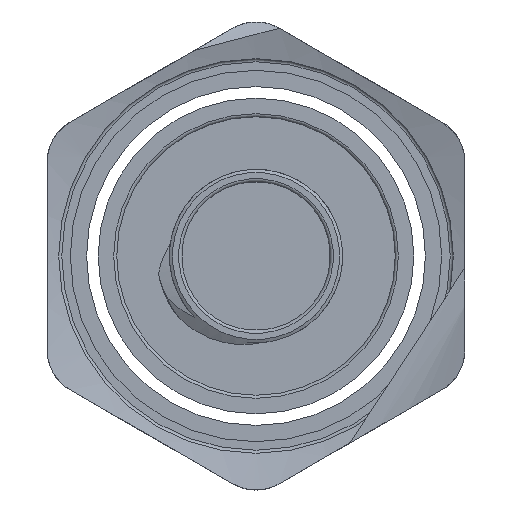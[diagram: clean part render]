
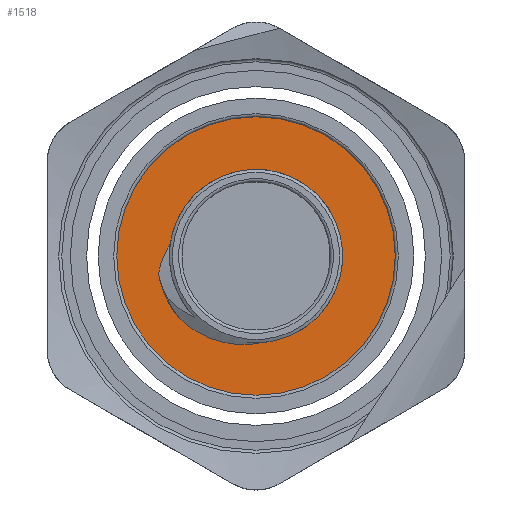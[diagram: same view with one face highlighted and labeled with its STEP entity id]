
A CAD part, front view. The second image highlights one B-rep face of the part: STEP entity #1518.
In plain terms, the highlighted planar face has unit normal (0, -1, 0).
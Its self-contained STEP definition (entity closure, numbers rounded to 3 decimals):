
#90=FACE_BOUND('',#232,.T.);
#103=PLANE('',#1640);
#137=FACE_OUTER_BOUND('',#231,.T.);
#231=EDGE_LOOP('',(#947));
#232=EDGE_LOOP('',(#948,#949,#950,#951,#952));
#336=B_SPLINE_CURVE_WITH_KNOTS('',3,(#2197,#2198,#2199,#2200,#2201,#2202,
#2203,#2204,#2205,#2206,#2207,#2208,#2209,#2210,#2211,#2212,#2213,#2214,
#2215,#2216,#2217,#2218),.UNSPECIFIED.,.F.,.F.,(4,3,3,3,3,3,3,4),(-0.204,
-0.163,-0.122,-0.106,-0.094,
-0.05,-0.005,0.),.UNSPECIFIED.);
#337=B_SPLINE_CURVE_WITH_KNOTS('',3,(#2221,#2222,#2223,#2224,#2225,#2226,
#2227,#2228,#2229,#2230,#2231,#2232,#2233,#2234,#2235,#2236,#2237,#2238,
#2239,#2240,#2241,#2242),.UNSPECIFIED.,.F.,.F.,(4,3,3,3,3,3,3,4),(-0.204,
-0.159,-0.12,-0.101,-0.092,
-0.05,-0.009,0.),.UNSPECIFIED.);
#393=CIRCLE('',#1637,5.6);
#395=CIRCLE('',#1641,9.);
#396=CIRCLE('',#1642,5.6);
#397=CIRCLE('',#1643,6.4);
#571=VERTEX_POINT('',#2178);
#573=VERTEX_POINT('',#2182);
#575=VERTEX_POINT('',#2193);
#576=VERTEX_POINT('',#2195);
#577=VERTEX_POINT('',#2196);
#578=VERTEX_POINT('',#2220);
#719=EDGE_CURVE('',#573,#571,#393,.T.);
#721=EDGE_CURVE('',#575,#575,#395,.T.);
#722=EDGE_CURVE('',#576,#577,#336,.T.);
#723=EDGE_CURVE('',#571,#576,#396,.T.);
#724=EDGE_CURVE('',#578,#573,#337,.T.);
#725=EDGE_CURVE('',#577,#578,#397,.T.);
#947=ORIENTED_EDGE('',*,*,#721,.T.);
#948=ORIENTED_EDGE('',*,*,#722,.F.);
#949=ORIENTED_EDGE('',*,*,#723,.F.);
#950=ORIENTED_EDGE('',*,*,#719,.F.);
#951=ORIENTED_EDGE('',*,*,#724,.F.);
#952=ORIENTED_EDGE('',*,*,#725,.F.);
#1518=ADVANCED_FACE('',(#137,#90),#103,.T.);
#1637=AXIS2_PLACEMENT_3D('',#2188,#1804,#1805);
#1640=AXIS2_PLACEMENT_3D('',#2192,#1810,#1811);
#1641=AXIS2_PLACEMENT_3D('',#2194,#1812,#1813);
#1642=AXIS2_PLACEMENT_3D('',#2219,#1814,#1815);
#1643=AXIS2_PLACEMENT_3D('',#2243,#1816,#1817);
#1804=DIRECTION('center_axis',(0.,-1.,0.));
#1805=DIRECTION('ref_axis',(-0.259,0.,0.966));
#1810=DIRECTION('center_axis',(0.,-1.,0.));
#1811=DIRECTION('ref_axis',(0.,0.,-1.));
#1812=DIRECTION('center_axis',(0.,-1.,0.));
#1813=DIRECTION('ref_axis',(-0.5,0.,-0.866));
#1814=DIRECTION('center_axis',(0.,-1.,0.));
#1815=DIRECTION('ref_axis',(-0.259,0.,0.966));
#1816=DIRECTION('center_axis',(0.,-1.,0.));
#1817=DIRECTION('ref_axis',(0.259,0.,-0.966));
#2178=CARTESIAN_POINT('',(-22.806,39.773,-6.436));
#2182=CARTESIAN_POINT('',(-28.403,39.773,-4.789));
#2188=CARTESIAN_POINT('Origin',(-24.255,39.773,-1.026));
#2192=CARTESIAN_POINT('Origin',(-24.255,39.773,-1.026));
#2193=CARTESIAN_POINT('',(-32.049,39.773,3.474));
#2194=CARTESIAN_POINT('Origin',(-24.255,39.773,-1.026));
#2195=CARTESIAN_POINT('',(-29.8,39.773,-0.245));
#2196=CARTESIAN_POINT('',(-30.559,39.773,-2.129));
#2197=CARTESIAN_POINT('Ctrl Pts',(-29.8,39.773,-0.245));
#2198=CARTESIAN_POINT('Ctrl Pts',(-29.874,39.773,-0.361));
#2199=CARTESIAN_POINT('Ctrl Pts',(-29.943,39.773,-0.479));
#2200=CARTESIAN_POINT('Ctrl Pts',(-30.008,39.773,-0.6));
#2201=CARTESIAN_POINT('Ctrl Pts',(-30.071,39.773,-0.72));
#2202=CARTESIAN_POINT('Ctrl Pts',(-30.131,39.773,-0.842));
#2203=CARTESIAN_POINT('Ctrl Pts',(-30.186,39.773,-0.966));
#2204=CARTESIAN_POINT('Ctrl Pts',(-30.208,39.773,-1.016));
#2205=CARTESIAN_POINT('Ctrl Pts',(-30.229,39.773,-1.066));
#2206=CARTESIAN_POINT('Ctrl Pts',(-30.249,39.773,-1.116));
#2207=CARTESIAN_POINT('Ctrl Pts',(-30.264,39.773,-1.153));
#2208=CARTESIAN_POINT('Ctrl Pts',(-30.279,39.773,-1.19));
#2209=CARTESIAN_POINT('Ctrl Pts',(-30.293,39.773,-1.228));
#2210=CARTESIAN_POINT('Ctrl Pts',(-30.346,39.773,-1.364));
#2211=CARTESIAN_POINT('Ctrl Pts',(-30.393,39.773,-1.503));
#2212=CARTESIAN_POINT('Ctrl Pts',(-30.435,39.773,-1.644));
#2213=CARTESIAN_POINT('Ctrl Pts',(-30.477,39.773,-1.787));
#2214=CARTESIAN_POINT('Ctrl Pts',(-30.515,39.773,-1.932));
#2215=CARTESIAN_POINT('Ctrl Pts',(-30.547,39.773,-2.078));
#2216=CARTESIAN_POINT('Ctrl Pts',(-30.55,39.773,-2.095));
#2217=CARTESIAN_POINT('Ctrl Pts',(-30.554,39.773,-2.112));
#2218=CARTESIAN_POINT('Ctrl Pts',(-30.558,39.773,-2.129));
#2219=CARTESIAN_POINT('Origin',(-24.255,39.773,-1.026));
#2220=CARTESIAN_POINT('',(-30.09,39.773,-3.656));
#2221=CARTESIAN_POINT('Ctrl Pts',(-30.09,39.773,-3.656));
#2222=CARTESIAN_POINT('Ctrl Pts',(-29.982,39.773,-3.76));
#2223=CARTESIAN_POINT('Ctrl Pts',(-29.87,39.773,-3.86));
#2224=CARTESIAN_POINT('Ctrl Pts',(-29.755,39.773,-3.956));
#2225=CARTESIAN_POINT('Ctrl Pts',(-29.652,39.773,-4.041));
#2226=CARTESIAN_POINT('Ctrl Pts',(-29.547,39.773,-4.122));
#2227=CARTESIAN_POINT('Ctrl Pts',(-29.439,39.773,-4.199));
#2228=CARTESIAN_POINT('Ctrl Pts',(-29.39,39.773,-4.234));
#2229=CARTESIAN_POINT('Ctrl Pts',(-29.34,39.773,-4.269));
#2230=CARTESIAN_POINT('Ctrl Pts',(-29.29,39.773,-4.302));
#2231=CARTESIAN_POINT('Ctrl Pts',(-29.263,39.773,-4.32));
#2232=CARTESIAN_POINT('Ctrl Pts',(-29.236,39.773,-4.338));
#2233=CARTESIAN_POINT('Ctrl Pts',(-29.209,39.773,-4.355));
#2234=CARTESIAN_POINT('Ctrl Pts',(-29.092,39.773,-4.432));
#2235=CARTESIAN_POINT('Ctrl Pts',(-28.971,39.773,-4.503));
#2236=CARTESIAN_POINT('Ctrl Pts',(-28.848,39.773,-4.57));
#2237=CARTESIAN_POINT('Ctrl Pts',(-28.728,39.773,-4.635));
#2238=CARTESIAN_POINT('Ctrl Pts',(-28.605,39.773,-4.696));
#2239=CARTESIAN_POINT('Ctrl Pts',(-28.481,39.773,-4.753));
#2240=CARTESIAN_POINT('Ctrl Pts',(-28.454,39.773,-4.764));
#2241=CARTESIAN_POINT('Ctrl Pts',(-28.428,39.773,-4.776));
#2242=CARTESIAN_POINT('Ctrl Pts',(-28.401,39.773,-4.788));
#2243=CARTESIAN_POINT('Origin',(-24.255,39.773,-1.026));
